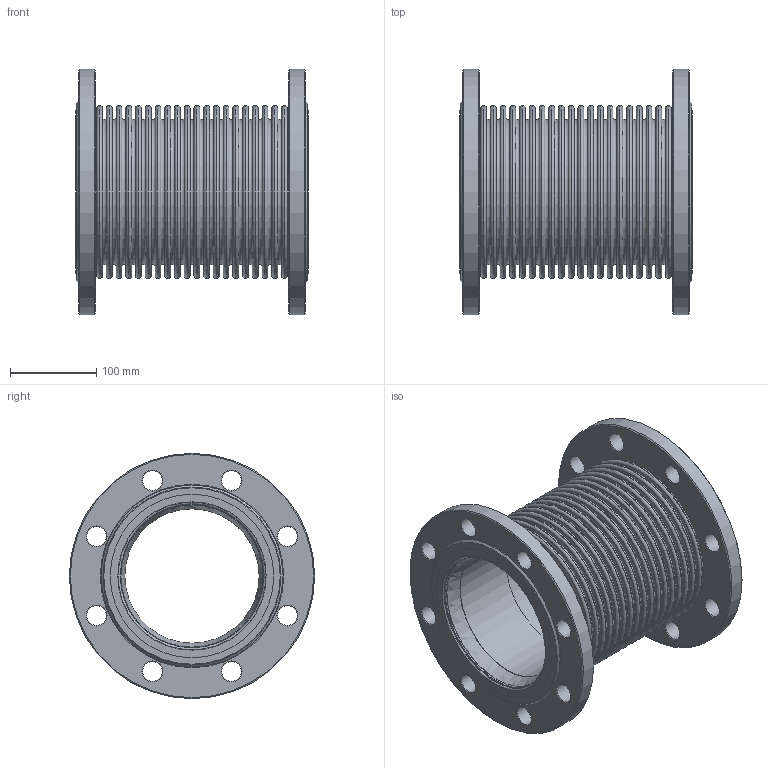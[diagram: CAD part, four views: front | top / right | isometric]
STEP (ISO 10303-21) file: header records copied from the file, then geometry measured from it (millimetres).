
FILE_DESCRIPTION(('HOOPS Exchange Step'),'2;1');
FILE_NAME('KP03_DN150_PN16.stp','2025-10-31T16:23:34+01:00',('nieru'),('Unknown organisation'),'HOOPS Exchange 2024.2','HOOPS Exchange','Unknown authorisation');
FILE_SCHEMA( ('AP203_CONFIGURATION_CONTROLLED_3D_DESIGN_OF_MECHANICAL_PARTS_AND_ASSEMBLIES_MIM_LF') );
Length unit declared in the file: millimetre
Products named in the file (2): 0; root
Assembly tree (1 placements, depth 2):
  root
    0
Bounding box: 270 x 285 x 285 mm (x, y, z)
Volume: 402794.8 mm3; surface area: 1561327.1 mm2
Topology: 3 solids, 5 shells, 330 faces, 869 edges, 553 vertices
Faces by surface type: torus 150, cone 120, cylinder 40, plane 14, bspline 6
Full cylindrical faces by diameter (mm): 23 x16, 156 x1, 157.2 x1, 157.8 x1, 159 x1, 165.3 x2, 166.5 x2, 167.1 x4, 168.3 x8, 190 x2, 285 x2
Entity records: 12179 total; most frequent: CARTESIAN_POINT 3239, DIRECTION 2212, ORIENTED_EDGE 1746, AXIS2_PLACEMENT_3D 1026, EDGE_CURVE 873, CIRCLE 699, VERTEX_POINT 555, EDGE_LOOP 378
